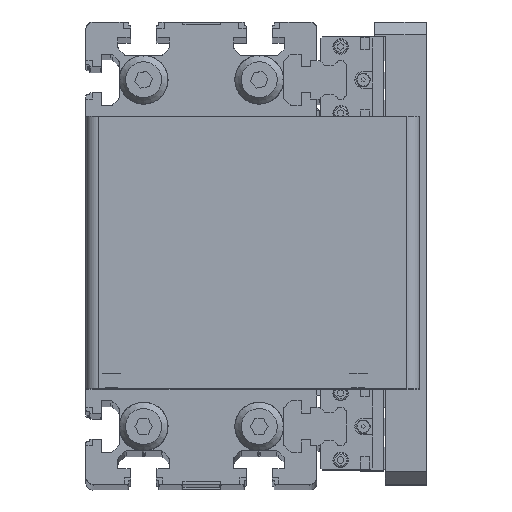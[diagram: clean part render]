
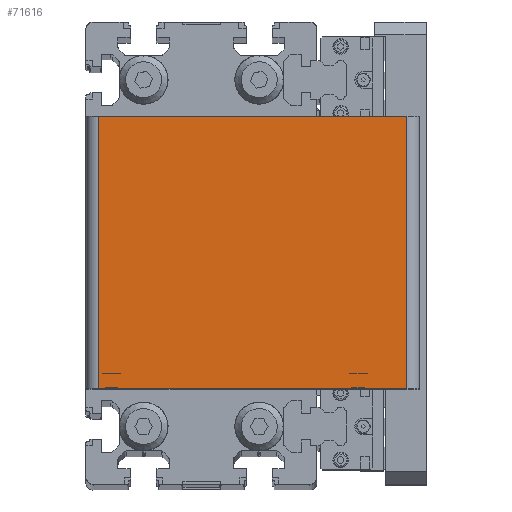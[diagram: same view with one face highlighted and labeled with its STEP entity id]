
A CAD part, top view. The second image highlights one B-rep face of the part: STEP entity #71616.
In plain terms, the highlighted face is planar.
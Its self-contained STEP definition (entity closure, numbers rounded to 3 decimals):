
#7232=FACE_OUTER_BOUND('',#11170,.T.);
#11170=EDGE_LOOP('',(#65747,#65748,#65749,#65750));
#21117=LINE('',#134028,#28190);
#21118=LINE('',#134031,#28191);
#21119=LINE('',#134033,#28192);
#21120=LINE('',#134034,#28193);
#28190=VECTOR('',#98127,10.);
#28191=VECTOR('',#98130,10.);
#28192=VECTOR('',#98131,10.);
#28193=VECTOR('',#98132,10.);
#35089=VERTEX_POINT('',#134022);
#35091=VERTEX_POINT('',#134026);
#35092=VERTEX_POINT('',#134030);
#35093=VERTEX_POINT('',#134032);
#45322=EDGE_CURVE('',#35089,#35091,#21117,.T.);
#45323=EDGE_CURVE('',#35089,#35092,#21118,.T.);
#45324=EDGE_CURVE('',#35093,#35091,#21119,.T.);
#45325=EDGE_CURVE('',#35092,#35093,#21120,.T.);
#65747=ORIENTED_EDGE('',*,*,#45323,.F.);
#65748=ORIENTED_EDGE('',*,*,#45322,.T.);
#65749=ORIENTED_EDGE('',*,*,#45324,.F.);
#65750=ORIENTED_EDGE('',*,*,#45325,.F.);
#67980=PLANE('',#78216);
#71616=ADVANCED_FACE('',(#7232),#67980,.T.);
#78216=AXIS2_PLACEMENT_3D('',#134029,#98128,#98129);
#98127=DIRECTION('',(0.,0.,-1.));
#98128=DIRECTION('center_axis',(-1.,0.,0.));
#98129=DIRECTION('ref_axis',(0.,1.,0.));
#98130=DIRECTION('',(0.,-1.,0.));
#98131=DIRECTION('',(0.,1.,0.));
#98132=DIRECTION('',(0.,0.,-1.));
#134022=CARTESIAN_POINT('',(0.,125.,0.));
#134026=CARTESIAN_POINT('',(0.,125.,-106.));
#134028=CARTESIAN_POINT('',(0.,125.,0.));
#134029=CARTESIAN_POINT('Origin',(0.,5.,0.));
#134030=CARTESIAN_POINT('',(0.,5.,0.));
#134031=CARTESIAN_POINT('',(0.,125.,0.));
#134032=CARTESIAN_POINT('',(0.,5.,-106.));
#134033=CARTESIAN_POINT('',(0.,125.,-106.));
#134034=CARTESIAN_POINT('',(0.,5.,0.));
